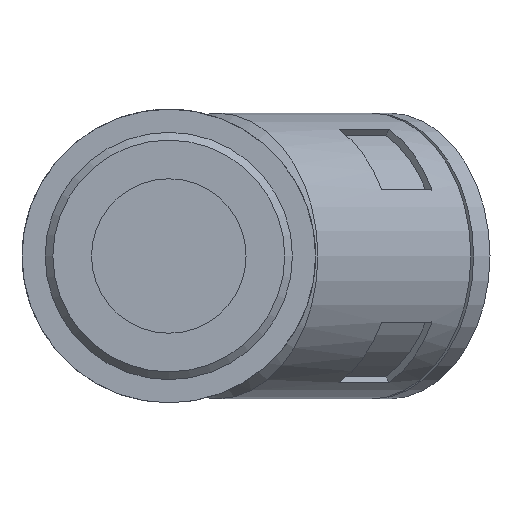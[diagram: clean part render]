
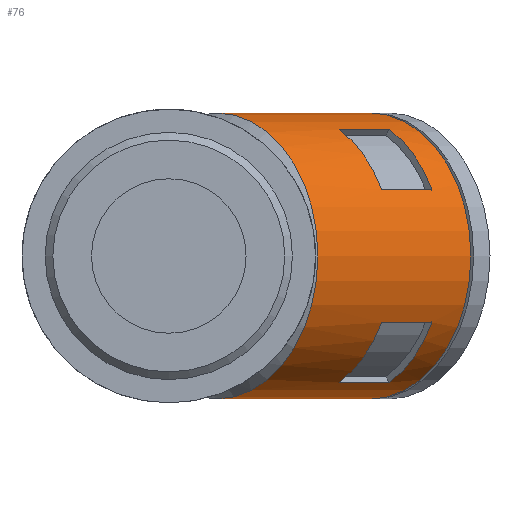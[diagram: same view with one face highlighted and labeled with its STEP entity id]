
A CAD part, front view. The second image highlights one B-rep face of the part: STEP entity #76.
In plain terms, the highlighted cylindrical face has radius 18.5 mm (diameter 37 mm), a full revolution.
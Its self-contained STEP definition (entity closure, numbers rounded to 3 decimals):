
#76 = ADVANCED_FACE( '', ( #122, #123, #124, #125, #126, #127 ), #128, .T. );
#122 = FACE_OUTER_BOUND( '', #228, .T. );
#123 = FACE_BOUND( '', #229, .T. );
#124 = FACE_BOUND( '', #230, .T. );
#125 = FACE_BOUND( '', #231, .T. );
#126 = FACE_BOUND( '', #232, .T. );
#127 = FACE_OUTER_BOUND( '', #233, .T. );
#128 = CYLINDRICAL_SURFACE( '', #234, 18.5 );
#228 = EDGE_LOOP( '', ( #336 ) );
#229 = EDGE_LOOP( '', ( #337, #338, #339, #340 ) );
#230 = EDGE_LOOP( '', ( #341, #342, #343, #344 ) );
#231 = EDGE_LOOP( '', ( #345, #346, #347, #348 ) );
#232 = EDGE_LOOP( '', ( #349, #350, #351, #352 ) );
#233 = EDGE_LOOP( '', ( #353 ) );
#234 = AXIS2_PLACEMENT_3D( '', #354, #355, #356 );
#336 = ORIENTED_EDGE( '', *, *, #618, .F. );
#337 = ORIENTED_EDGE( '', *, *, #619, .F. );
#338 = ORIENTED_EDGE( '', *, *, #620, .T. );
#339 = ORIENTED_EDGE( '', *, *, #621, .F. );
#340 = ORIENTED_EDGE( '', *, *, #622, .F. );
#341 = ORIENTED_EDGE( '', *, *, #623, .F. );
#342 = ORIENTED_EDGE( '', *, *, #624, .T. );
#343 = ORIENTED_EDGE( '', *, *, #625, .F. );
#344 = ORIENTED_EDGE( '', *, *, #626, .F. );
#345 = ORIENTED_EDGE( '', *, *, #627, .F. );
#346 = ORIENTED_EDGE( '', *, *, #628, .T. );
#347 = ORIENTED_EDGE( '', *, *, #629, .F. );
#348 = ORIENTED_EDGE( '', *, *, #630, .F. );
#349 = ORIENTED_EDGE( '', *, *, #631, .F. );
#350 = ORIENTED_EDGE( '', *, *, #632, .T. );
#351 = ORIENTED_EDGE( '', *, *, #633, .F. );
#352 = ORIENTED_EDGE( '', *, *, #634, .F. );
#353 = ORIENTED_EDGE( '', *, *, #616, .T. );
#354 = CARTESIAN_POINT( '', ( 30.812, 46.386, 0. ) );
#355 = DIRECTION( '', ( -0.707, -0.707, 0. ) );
#356 = DIRECTION( '', ( -0.707, 0.707, 0. ) );
#616 = EDGE_CURVE( '', #694, #694, #695, .T. );
#618 = EDGE_CURVE( '', #698, #698, #699, .T. );
#619 = EDGE_CURVE( '', #700, #701, #702, .F. );
#620 = EDGE_CURVE( '', #700, #703, #704, .T. );
#621 = EDGE_CURVE( '', #705, #703, #706, .T. );
#622 = EDGE_CURVE( '', #701, #705, #707, .T. );
#623 = EDGE_CURVE( '', #708, #709, #710, .F. );
#624 = EDGE_CURVE( '', #708, #711, #712, .T. );
#625 = EDGE_CURVE( '', #713, #711, #714, .T. );
#626 = EDGE_CURVE( '', #709, #713, #715, .T. );
#627 = EDGE_CURVE( '', #716, #717, #718, .F. );
#628 = EDGE_CURVE( '', #716, #719, #720, .T. );
#629 = EDGE_CURVE( '', #721, #719, #722, .T. );
#630 = EDGE_CURVE( '', #717, #721, #723, .T. );
#631 = EDGE_CURVE( '', #724, #725, #726, .F. );
#632 = EDGE_CURVE( '', #724, #727, #728, .T. );
#633 = EDGE_CURVE( '', #729, #727, #730, .T. );
#634 = EDGE_CURVE( '', #725, #729, #731, .T. );
#694 = VERTEX_POINT( '', #829 );
#695 = CIRCLE( '', #830, 18.5 );
#698 = VERTEX_POINT( '', #922 );
#699 = CIRCLE( '', #923, 18.5 );
#700 = VERTEX_POINT( '', #924 );
#701 = VERTEX_POINT( '', #925 );
#702 = LINE( '', #926, #927 );
#703 = VERTEX_POINT( '', #928 );
#704 = CIRCLE( '', #929, 18.5 );
#705 = VERTEX_POINT( '', #930 );
#706 = LINE( '', #931, #932 );
#707 = CIRCLE( '', #933, 18.5 );
#708 = VERTEX_POINT( '', #934 );
#709 = VERTEX_POINT( '', #935 );
#710 = LINE( '', #936, #937 );
#711 = VERTEX_POINT( '', #938 );
#712 = CIRCLE( '', #939, 18.5 );
#713 = VERTEX_POINT( '', #940 );
#714 = LINE( '', #941, #942 );
#715 = CIRCLE( '', #943, 18.5 );
#716 = VERTEX_POINT( '', #944 );
#717 = VERTEX_POINT( '', #945 );
#718 = LINE( '', #946, #947 );
#719 = VERTEX_POINT( '', #948 );
#720 = CIRCLE( '', #949, 18.5 );
#721 = VERTEX_POINT( '', #950 );
#722 = LINE( '', #951, #952 );
#723 = CIRCLE( '', #953, 18.5 );
#724 = VERTEX_POINT( '', #954 );
#725 = VERTEX_POINT( '', #955 );
#726 = LINE( '', #956, #957 );
#727 = VERTEX_POINT( '', #958 );
#728 = CIRCLE( '', #959, 18.5 );
#729 = VERTEX_POINT( '', #960 );
#730 = LINE( '', #961, #962 );
#731 = CIRCLE( '', #963, 18.5 );
#829 = CARTESIAN_POINT( '', ( -2.069, 39.669, 0. ) );
#830 = AXIS2_PLACEMENT_3D( '', #1221, #1222, #1223 );
#922 = CARTESIAN_POINT( '', ( 17.73, 59.468, 0. ) );
#923 = AXIS2_PLACEMENT_3D( '', #1224, #1225, #1226 );
#924 = CARTESIAN_POINT( '', ( 15.694, 54.432, 8.601 ) );
#925 = CARTESIAN_POINT( '', ( 9.189, 47.927, 8.601 ) );
#926 = CARTESIAN_POINT( '', ( 19.23, 57.968, 8.601 ) );
#927 = VECTOR( '', #1227, 1000. );
#928 = CARTESIAN_POINT( '', ( 21.194, 48.932, 16.379 ) );
#929 = AXIS2_PLACEMENT_3D( '', #1228, #1229, #1230 );
#930 = CARTESIAN_POINT( '', ( 14.689, 42.427, 16.379 ) );
#931 = CARTESIAN_POINT( '', ( 24.73, 52.468, 16.379 ) );
#932 = VECTOR( '', #1231, 1000. );
#933 = AXIS2_PLACEMENT_3D( '', #1232, #1233, #1234 );
#934 = CARTESIAN_POINT( '', ( 33.358, 36.769, 16.379 ) );
#935 = CARTESIAN_POINT( '', ( 26.853, 30.264, 16.379 ) );
#936 = CARTESIAN_POINT( '', ( 36.894, 40.304, 16.379 ) );
#937 = VECTOR( '', #1235, 1000. );
#938 = CARTESIAN_POINT( '', ( 38.858, 31.269, 8.601 ) );
#939 = AXIS2_PLACEMENT_3D( '', #1236, #1237, #1238 );
#940 = CARTESIAN_POINT( '', ( 32.353, 24.764, 8.601 ) );
#941 = CARTESIAN_POINT( '', ( 42.394, 34.804, 8.601 ) );
#942 = VECTOR( '', #1239, 1000. );
#943 = AXIS2_PLACEMENT_3D( '', #1240, #1241, #1242 );
#944 = CARTESIAN_POINT( '', ( 38.858, 31.269, -8.601 ) );
#945 = CARTESIAN_POINT( '', ( 32.353, 24.764, -8.601 ) );
#946 = CARTESIAN_POINT( '', ( 42.394, 34.804, -8.601 ) );
#947 = VECTOR( '', #1243, 1000. );
#948 = CARTESIAN_POINT( '', ( 33.358, 36.769, -16.379 ) );
#949 = AXIS2_PLACEMENT_3D( '', #1244, #1245, #1246 );
#950 = CARTESIAN_POINT( '', ( 26.853, 30.264, -16.379 ) );
#951 = CARTESIAN_POINT( '', ( 36.894, 40.304, -16.379 ) );
#952 = VECTOR( '', #1247, 1000. );
#953 = AXIS2_PLACEMENT_3D( '', #1248, #1249, #1250 );
#954 = CARTESIAN_POINT( '', ( 21.194, 48.932, -16.379 ) );
#955 = CARTESIAN_POINT( '', ( 14.689, 42.427, -16.379 ) );
#956 = CARTESIAN_POINT( '', ( 24.73, 52.468, -16.379 ) );
#957 = VECTOR( '', #1251, 1000. );
#958 = CARTESIAN_POINT( '', ( 15.694, 54.432, -8.601 ) );
#959 = AXIS2_PLACEMENT_3D( '', #1252, #1253, #1254 );
#960 = CARTESIAN_POINT( '', ( 9.189, 47.927, -8.601 ) );
#961 = CARTESIAN_POINT( '', ( 19.23, 57.968, -8.601 ) );
#962 = VECTOR( '', #1255, 1000. );
#963 = AXIS2_PLACEMENT_3D( '', #1256, #1257, #1258 );
#1221 = CARTESIAN_POINT( '', ( 11.013, 26.587, 0. ) );
#1222 = DIRECTION( '', ( 0.707, 0.707, 0. ) );
#1223 = DIRECTION( '', ( -0.707, 0.707, 0. ) );
#1224 = CARTESIAN_POINT( '', ( 30.812, 46.386, 0. ) );
#1225 = DIRECTION( '', ( 0.707, 0.707, 0. ) );
#1226 = DIRECTION( '', ( -0.707, 0.707, 0. ) );
#1227 = DIRECTION( '', ( 0.707, 0.707, 0. ) );
#1228 = CARTESIAN_POINT( '', ( 27.276, 42.851, 0. ) );
#1229 = DIRECTION( '', ( 0.707, 0.707, 0. ) );
#1230 = DIRECTION( '', ( -0.707, 0.707, 0. ) );
#1231 = DIRECTION( '', ( 0.707, 0.707, 0. ) );
#1232 = CARTESIAN_POINT( '', ( 20.771, 36.345, 0. ) );
#1233 = DIRECTION( '', ( 0.707, 0.707, 0. ) );
#1234 = DIRECTION( '', ( -0.707, 0.707, 0. ) );
#1235 = DIRECTION( '', ( 0.707, 0.707, 0. ) );
#1236 = CARTESIAN_POINT( '', ( 27.276, 42.851, 0. ) );
#1237 = DIRECTION( '', ( 0.707, 0.707, 0. ) );
#1238 = DIRECTION( '', ( -0.707, 0.707, 0. ) );
#1239 = DIRECTION( '', ( 0.707, 0.707, 0. ) );
#1240 = CARTESIAN_POINT( '', ( 20.771, 36.345, 0. ) );
#1241 = DIRECTION( '', ( 0.707, 0.707, 0. ) );
#1242 = DIRECTION( '', ( -0.707, 0.707, 0. ) );
#1243 = DIRECTION( '', ( 0.707, 0.707, 0. ) );
#1244 = CARTESIAN_POINT( '', ( 27.276, 42.851, 0. ) );
#1245 = DIRECTION( '', ( 0.707, 0.707, 0. ) );
#1246 = DIRECTION( '', ( -0.707, 0.707, 0. ) );
#1247 = DIRECTION( '', ( 0.707, 0.707, 0. ) );
#1248 = CARTESIAN_POINT( '', ( 20.771, 36.345, 0. ) );
#1249 = DIRECTION( '', ( 0.707, 0.707, 0. ) );
#1250 = DIRECTION( '', ( -0.707, 0.707, 0. ) );
#1251 = DIRECTION( '', ( 0.707, 0.707, 0. ) );
#1252 = CARTESIAN_POINT( '', ( 27.276, 42.851, 0. ) );
#1253 = DIRECTION( '', ( 0.707, 0.707, 0. ) );
#1254 = DIRECTION( '', ( -0.707, 0.707, 0. ) );
#1255 = DIRECTION( '', ( 0.707, 0.707, 0. ) );
#1256 = CARTESIAN_POINT( '', ( 20.771, 36.345, 0. ) );
#1257 = DIRECTION( '', ( 0.707, 0.707, 0. ) );
#1258 = DIRECTION( '', ( -0.707, 0.707, 0. ) );
